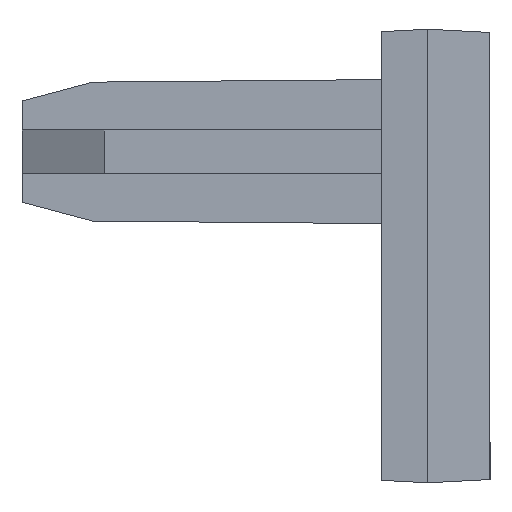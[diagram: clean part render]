
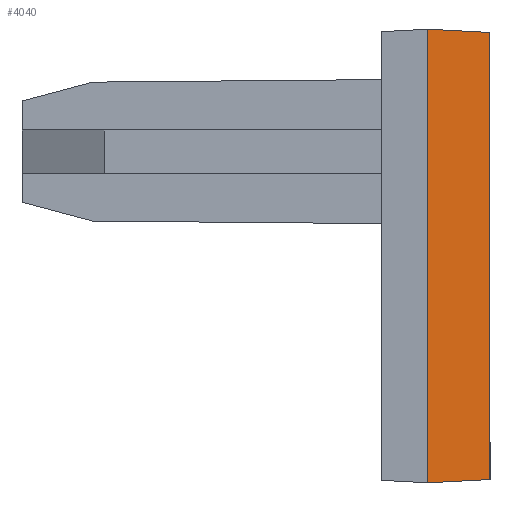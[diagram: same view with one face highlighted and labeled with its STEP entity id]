
A CAD part, left-side view. The second image highlights one B-rep face of the part: STEP entity #4040.
In plain terms, the highlighted face is planar.
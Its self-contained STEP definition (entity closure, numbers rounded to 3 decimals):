
#100=CARTESIAN_POINT('',(16.463,3.77,
53.35));
#110=VERTEX_POINT('',#100);
#280=CARTESIAN_POINT('',(22.672,3.77,
53.35));
#290=VERTEX_POINT('',#280);
#320=CARTESIAN_POINT('',(25.187,3.77,
53.35));
#330=DIRECTION('',(1.,0.,0.));
#340=VECTOR('',#330,1.);
#350=LINE('',#320,#340);
#360=EDGE_CURVE('',#110,#290,#350,.T.);
#3740=CARTESIAN_POINT('',(23.588,2.906,
53.395));
#3750=DIRECTION('',(0.,-0.052,
-0.999));
#3760=DIRECTION('',(0.,0.999,
-0.052));
#3770=AXIS2_PLACEMENT_3D('',#3740,#3750,#3760);
#3780=PLANE('',#3770);
#3790=ORIENTED_EDGE('',*,*,#360,.F.);
#3800=CARTESIAN_POINT('',(24.239,-26.13,
54.917));
#3810=DIRECTION('',(0.052,-0.997,
0.052));
#3820=VECTOR('',#3810,1.);
#3830=LINE('',#3800,#3820);
#3840=CARTESIAN_POINT('',(22.718,2.906,
53.395));
#3850=VERTEX_POINT('',#3840);
#3860=EDGE_CURVE('',#290,#3850,#3830,.T.);
#3870=ORIENTED_EDGE('',*,*,#3860,.F.);
#3880=CARTESIAN_POINT('',(23.787,2.906,
53.395));
#3890=DIRECTION('',(-1.,0.,0.));
#3900=VECTOR('',#3890,1.);
#3910=LINE('',#3880,#3900);
#3920=CARTESIAN_POINT('',(16.418,2.906,
53.395));
#3930=VERTEX_POINT('',#3920);
#3940=EDGE_CURVE('',#3850,#3930,#3910,.T.);
#3950=ORIENTED_EDGE('',*,*,#3940,.F.);
#3960=CARTESIAN_POINT('',(14.896,-26.13,
54.917));
#3970=DIRECTION('',(-0.052,-0.997,
0.052));
#3980=VECTOR('',#3970,1.);
#3990=LINE('',#3960,#3980);
#4000=EDGE_CURVE('',#110,#3930,#3990,.T.);
#4010=ORIENTED_EDGE('',*,*,#4000,.T.);
#4020=EDGE_LOOP('',(#4010,#3950,#3870,#3790));
#4030=FACE_OUTER_BOUND('',#4020,.T.);
#4040=ADVANCED_FACE('',(#4030),#3780,.F.);
